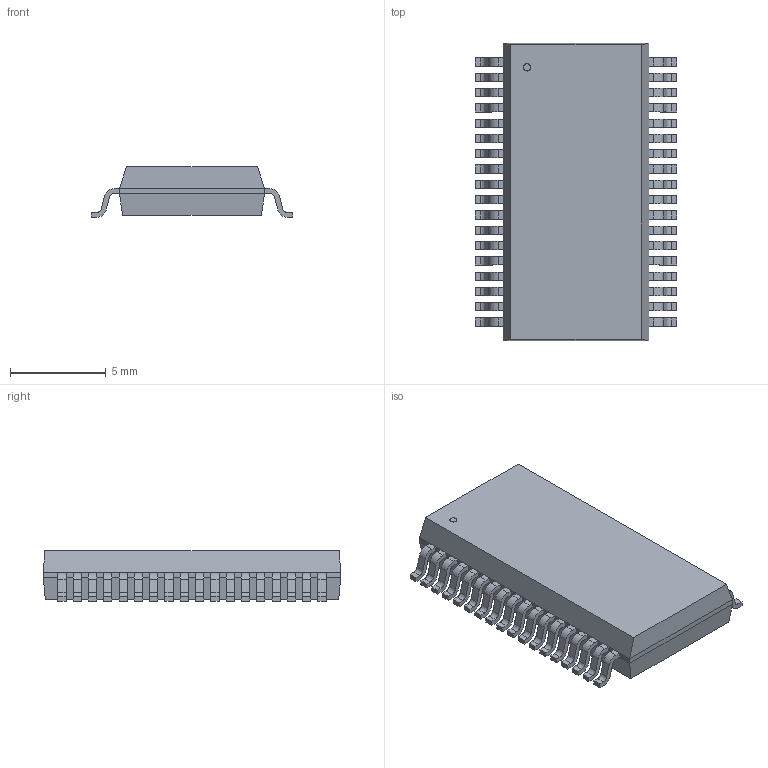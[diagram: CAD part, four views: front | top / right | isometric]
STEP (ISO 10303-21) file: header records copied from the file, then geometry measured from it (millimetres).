
FILE_DESCRIPTION(('STEP AP214'),'1');
FILE_NAME('21-0040_A362_MXM','2024-01-15T07:11:08',(''),(''),'','','');
FILE_SCHEMA(('AUTOMOTIVE_DESIGN'));
Length unit declared in the file: millimetre
Products named in the file (1): product
Bounding box: 10.52 x 15.54 x 2.64 mm (x, y, z)
Volume: 297.5 mm3; surface area: 453.5 mm2
Topology: 38 solids, 38 shells, 521 faces, 1327 edges, 882 vertices
Faces by surface type: plane 376, cylinder 145
Full cylindrical faces by diameter (mm): 0.38 x1
Entity records: 15101 total; most frequent: DIRECTION 2662, ORIENTED_EDGE 2652, CARTESIAN_POINT 1551, EDGE_CURVE 1326, LINE 1036, VECTOR 1036, VERTEX_POINT 882, AXIS2_PLACEMENT_3D 813
